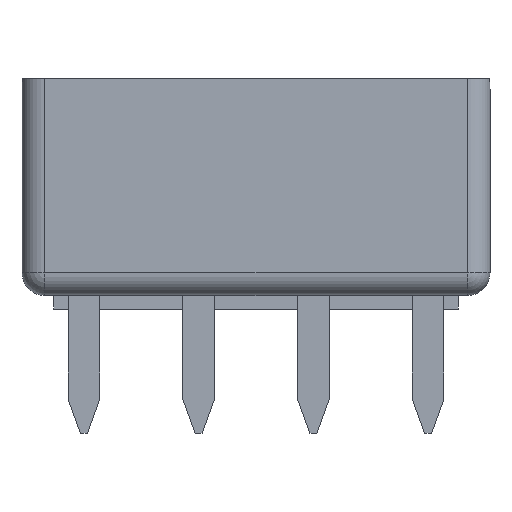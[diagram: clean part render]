
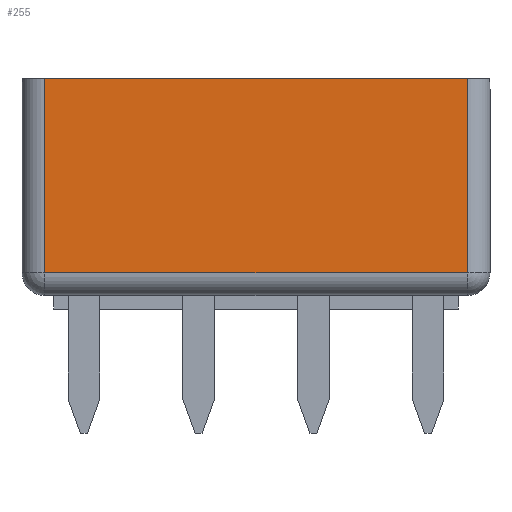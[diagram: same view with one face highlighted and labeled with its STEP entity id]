
A CAD part, front view. The second image highlights one B-rep face of the part: STEP entity #255.
In plain terms, the highlighted planar face has unit normal (0, -1, 0).
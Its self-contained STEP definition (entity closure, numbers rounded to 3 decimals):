
#255=ADVANCED_FACE('',(#4798),#4800,.T.);
#4798=FACE_BOUND('',#4799,.T.);
#4799=EDGE_LOOP('',(#8392,#8393,#8394,#8395));
#4800=PLANE('',#4801);
#4801=AXIS2_PLACEMENT_3D('',#4802,#4803,#4804);
#4802=CARTESIAN_POINT('',(8.99,-1.19,0.3));
#4803=DIRECTION('',(0.,-1.,0.));
#4804=DIRECTION('',(0.,0.,1.));
#8392=ORIENTED_EDGE('',*,*,#10628,.T.);
#8393=ORIENTED_EDGE('',*,*,#10629,.T.);
#8394=ORIENTED_EDGE('',*,*,#10630,.F.);
#8395=ORIENTED_EDGE('',*,*,#10631,.F.);
#10628=EDGE_CURVE('',#11851,#11852,#11853,.T.);
#10629=EDGE_CURVE('',#11852,#11854,#11855,.T.);
#10630=EDGE_CURVE('',#11856,#11854,#11857,.T.);
#10631=EDGE_CURVE('',#11851,#11856,#11858,.T.);
#11851=VERTEX_POINT('',#13853);
#11852=VERTEX_POINT('',#13854);
#11853=LINE('',#13855,#13856);
#11854=VERTEX_POINT('',#13858);
#11855=LINE('',#13859,#13860);
#11856=VERTEX_POINT('',#13862);
#11857=LINE('',#13863,#13864);
#11858=LINE('',#13866,#13867);
#13853=CARTESIAN_POINT('',(8.49,-1.19,0.8));
#13854=CARTESIAN_POINT('',(8.49,-1.19,5.1));
#13855=CARTESIAN_POINT('',(8.49,-1.19,0.8));
#13856=VECTOR('',#13857,1.);
#13857=DIRECTION('',(0.,0.,1.));
#13858=CARTESIAN_POINT('',(-0.87,-1.19,5.1));
#13859=CARTESIAN_POINT('',(8.49,-1.19,5.1));
#13860=VECTOR('',#13861,1.);
#13861=DIRECTION('',(-1.,0.,0.));
#13862=CARTESIAN_POINT('',(-0.87,-1.19,0.8));
#13863=CARTESIAN_POINT('',(-0.87,-1.19,0.8));
#13864=VECTOR('',#13865,1.);
#13865=DIRECTION('',(0.,0.,1.));
#13866=CARTESIAN_POINT('',(8.49,-1.19,0.8));
#13867=VECTOR('',#13868,1.);
#13868=DIRECTION('',(-1.,0.,0.));
